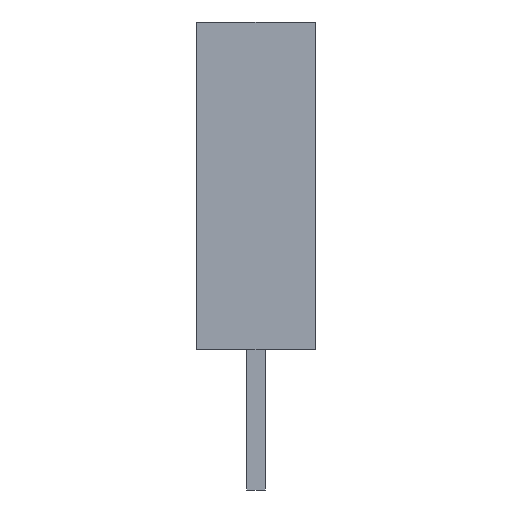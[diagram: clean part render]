
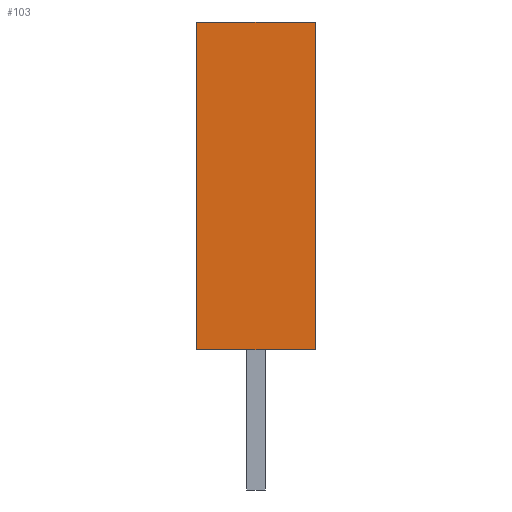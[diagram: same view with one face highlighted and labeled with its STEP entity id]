
A CAD part, front view. The second image highlights one B-rep face of the part: STEP entity #103.
In plain terms, the highlighted planar face has unit normal (0, -1, 0).
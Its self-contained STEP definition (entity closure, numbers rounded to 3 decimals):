
#13=DIRECTION('',(0.,0.,1.));
#14=DIRECTION('',(1.,0.,0.));
#79=EDGE_CURVE('',#80,#82,#84,.T.);
#80=VERTEX_POINT('',#81);
#81=CARTESIAN_POINT('',(-1.27,-1.271,0.));
#82=VERTEX_POINT('',#83);
#83=CARTESIAN_POINT('',(-1.27,-1.271,7.));
#84=LINE('',#81,#85);
#85=VECTOR('',#13,1.);
#92=DIRECTION('',(0.,1.,0.));
#103=ADVANCED_FACE('',(#104),#121,.F.);
#104=FACE_BOUND('',#105,.F.);
#105=EDGE_LOOP('',(#106,#112,#113,#118));
#106=ORIENTED_EDGE('',*,*,#107,.F.);
#107=EDGE_CURVE('',#80,#108,#110,.T.);
#108=VERTEX_POINT('',#109);
#109=CARTESIAN_POINT('',(1.27,-1.271,0.));
#110=LINE('',#81,#111);
#111=VECTOR('',#14,1.);
#112=ORIENTED_EDGE('',*,*,#79,.T.);
#113=ORIENTED_EDGE('',*,*,#114,.T.);
#114=EDGE_CURVE('',#82,#115,#117,.T.);
#115=VERTEX_POINT('',#116);
#116=CARTESIAN_POINT('',(1.27,-1.271,7.));
#117=LINE('',#83,#111);
#118=ORIENTED_EDGE('',*,*,#119,.F.);
#119=EDGE_CURVE('',#108,#115,#120,.T.);
#120=LINE('',#109,#85);
#121=PLANE('',#122);
#122=AXIS2_PLACEMENT_3D('',#81,#92,#13);
